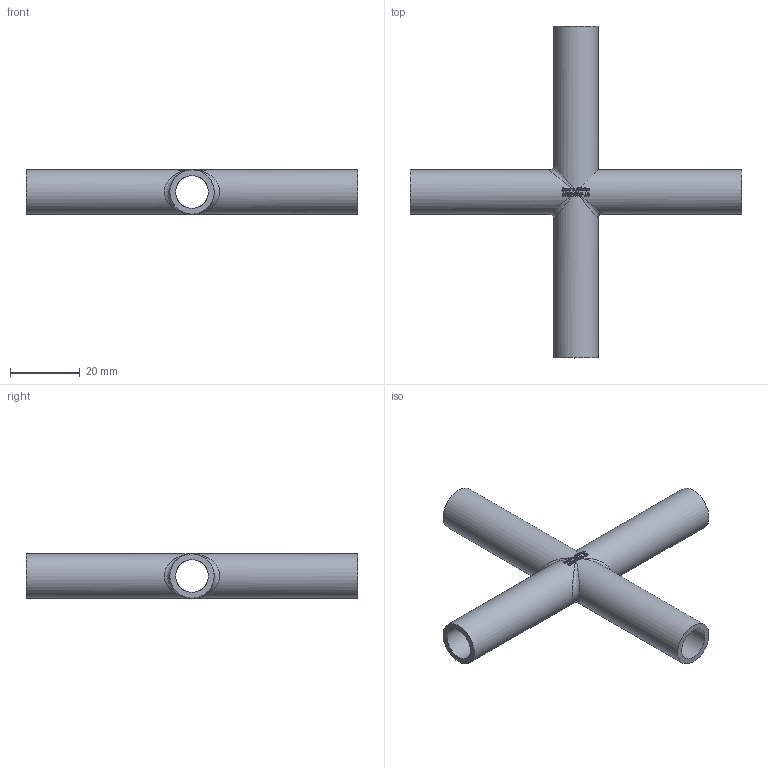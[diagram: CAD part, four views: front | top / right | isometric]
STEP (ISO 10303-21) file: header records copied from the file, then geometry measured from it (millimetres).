
FILE_DESCRIPTION(/* description */ (''),/* implementation_level */ '2;1');
FILE_NAME(/* name */ 'S9WWWW-.50.stp',/* time_stamp */ '2018-11-30T11:39:57-05:00',/* author */ ('rick'),/* organization */ (''),/* preprocessor_version */ 'ST-DEVELOPER v15.2',/* originating_system */ 'Autodesk Inventor 2014',/* authorisation */ '');
FILE_SCHEMA (('AUTOMOTIVE_DESIGN { 1 0 10303 214 3 1 1 }'));
Length unit declared in the file: inch
Products named in the file (1): S9WWWW-.50
Bounding box: 95.25 x 95.25 x 12.7 mm (x, y, z)
Surface area: 12453.7 mm2 (no closed solid volume)
Topology: 0 solids, 1 shells, 418 faces, 1195 edges, 788 vertices
Faces by surface type: bspline 202, plane 157, cylinder 59
Full cylindrical faces by diameter (mm): 9.398 x4, 12.7 x4
Entity records: 17270 total; most frequent: CARTESIAN_POINT 7760, ORIENTED_EDGE 2300, DIRECTION 1400, EDGE_CURVE 1150, VERTEX_POINT 766, AXIS2_PLACEMENT_3D 472, LINE 456, VECTOR 456
